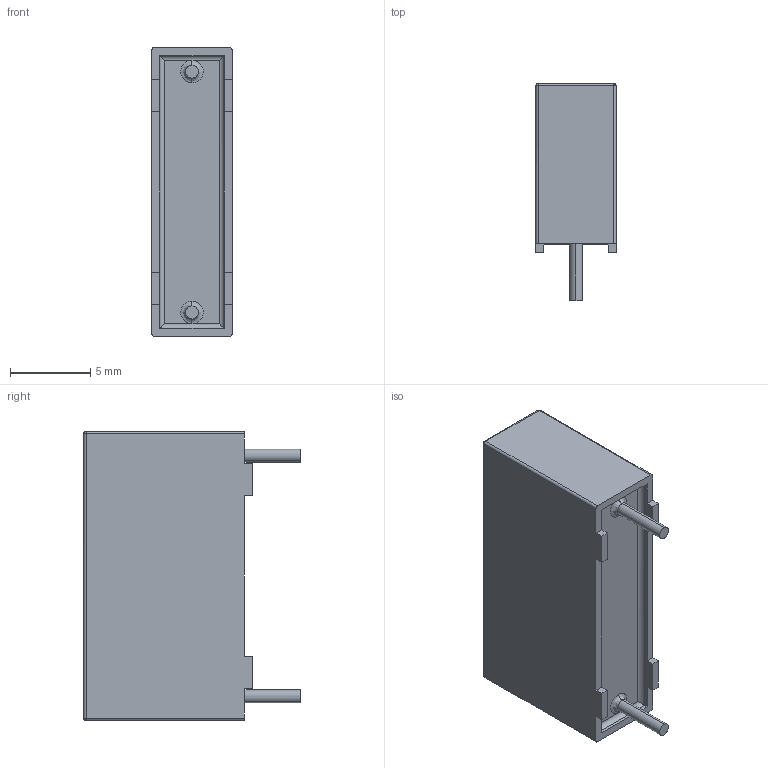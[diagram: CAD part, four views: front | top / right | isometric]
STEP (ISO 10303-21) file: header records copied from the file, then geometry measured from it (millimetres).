
FILE_DESCRIPTION (( 'STEP AP214' ), '1' );
FILE_NAME ('User Library-B32652A_5x10.5x18.STEP', '2019-01-22T19:28:58', ( '' ), ( '' ), 'SwSTEP 2.0', 'SolidWorks 2018', '' );
FILE_SCHEMA (( 'AUTOMOTIVE_DESIGN' ));
Length unit declared in the file: millimetre
Products named in the file (1): User Library-B32652A_5x10.5x18
Bounding box: 5 x 13.5 x 18 mm (x, y, z)
Volume: 871.4 mm3; surface area: 683.7 mm2
Topology: 1 solids, 1 shells, 202 faces, 555 edges, 358 vertices
Faces by surface type: bspline 96, plane 90, cylinder 16
Entity records: 7149 total; most frequent: CARTESIAN_POINT 2414, ORIENTED_EDGE 1090, DIRECTION 627, EDGE_CURVE 545, VERTEX_POINT 358, VECTOR 325, LINE 325, EDGE_LOOP 215
